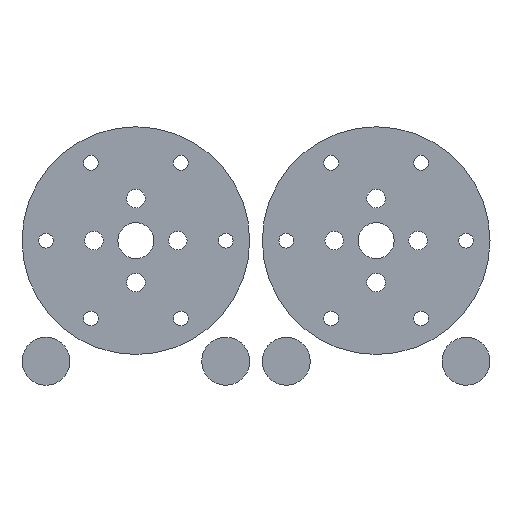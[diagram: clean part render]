
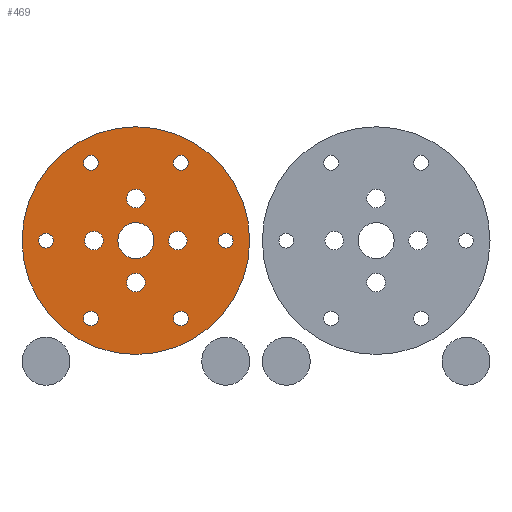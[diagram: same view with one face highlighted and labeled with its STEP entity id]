
A CAD part, front view. The second image highlights one B-rep face of the part: STEP entity #469.
In plain terms, the highlighted planar face has unit normal (0, -1, 0).
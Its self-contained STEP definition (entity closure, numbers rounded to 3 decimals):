
#58=FACE_BOUND('',#143,.T.);
#59=FACE_BOUND('',#144,.T.);
#60=FACE_BOUND('',#145,.T.);
#61=FACE_BOUND('',#146,.T.);
#62=FACE_BOUND('',#147,.T.);
#63=FACE_BOUND('',#148,.T.);
#64=FACE_BOUND('',#149,.T.);
#65=FACE_BOUND('',#150,.T.);
#66=FACE_BOUND('',#151,.T.);
#67=FACE_BOUND('',#152,.T.);
#68=FACE_BOUND('',#153,.T.);
#75=PLANE('',#594);
#100=FACE_OUTER_BOUND('',#142,.T.);
#142=EDGE_LOOP('',(#406));
#143=EDGE_LOOP('',(#407));
#144=EDGE_LOOP('',(#408));
#145=EDGE_LOOP('',(#409));
#146=EDGE_LOOP('',(#410));
#147=EDGE_LOOP('',(#411));
#148=EDGE_LOOP('',(#412));
#149=EDGE_LOOP('',(#413));
#150=EDGE_LOOP('',(#414));
#151=EDGE_LOOP('',(#415));
#152=EDGE_LOOP('',(#416));
#153=EDGE_LOOP('',(#417));
#197=CIRCLE('',#543,1.23);
#199=CIRCLE('',#546,1.23);
#201=CIRCLE('',#549,1.23);
#203=CIRCLE('',#552,1.23);
#205=CIRCLE('',#555,1.23);
#207=CIRCLE('',#558,1.23);
#209=CIRCLE('',#561,3.);
#213=CIRCLE('',#568,1.55);
#217=CIRCLE('',#575,1.55);
#221=CIRCLE('',#582,1.55);
#225=CIRCLE('',#589,1.55);
#227=CIRCLE('',#592,19.);
#233=VERTEX_POINT('',#778);
#235=VERTEX_POINT('',#784);
#237=VERTEX_POINT('',#790);
#239=VERTEX_POINT('',#796);
#241=VERTEX_POINT('',#802);
#243=VERTEX_POINT('',#808);
#245=VERTEX_POINT('',#814);
#249=VERTEX_POINT('',#827);
#253=VERTEX_POINT('',#840);
#257=VERTEX_POINT('',#853);
#261=VERTEX_POINT('',#866);
#263=VERTEX_POINT('',#872);
#270=EDGE_CURVE('',#233,#233,#197,.T.);
#273=EDGE_CURVE('',#235,#235,#199,.T.);
#276=EDGE_CURVE('',#237,#237,#201,.T.);
#279=EDGE_CURVE('',#239,#239,#203,.T.);
#282=EDGE_CURVE('',#241,#241,#205,.T.);
#285=EDGE_CURVE('',#243,#243,#207,.T.);
#288=EDGE_CURVE('',#245,#245,#209,.T.);
#294=EDGE_CURVE('',#249,#249,#213,.T.);
#300=EDGE_CURVE('',#253,#253,#217,.T.);
#306=EDGE_CURVE('',#257,#257,#221,.T.);
#312=EDGE_CURVE('',#261,#261,#225,.T.);
#315=EDGE_CURVE('',#263,#263,#227,.T.);
#406=ORIENTED_EDGE('',*,*,#315,.F.);
#407=ORIENTED_EDGE('',*,*,#270,.T.);
#408=ORIENTED_EDGE('',*,*,#273,.T.);
#409=ORIENTED_EDGE('',*,*,#276,.T.);
#410=ORIENTED_EDGE('',*,*,#279,.T.);
#411=ORIENTED_EDGE('',*,*,#282,.T.);
#412=ORIENTED_EDGE('',*,*,#285,.T.);
#413=ORIENTED_EDGE('',*,*,#288,.T.);
#414=ORIENTED_EDGE('',*,*,#294,.T.);
#415=ORIENTED_EDGE('',*,*,#300,.T.);
#416=ORIENTED_EDGE('',*,*,#306,.T.);
#417=ORIENTED_EDGE('',*,*,#312,.T.);
#469=ADVANCED_FACE('',(#100,#58,#59,#60,#61,#62,#63,#64,#65,#66,#67,#68),
#75,.F.);
#543=AXIS2_PLACEMENT_3D('',#780,#620,#621);
#546=AXIS2_PLACEMENT_3D('',#786,#627,#628);
#549=AXIS2_PLACEMENT_3D('',#792,#634,#635);
#552=AXIS2_PLACEMENT_3D('',#798,#641,#642);
#555=AXIS2_PLACEMENT_3D('',#804,#648,#649);
#558=AXIS2_PLACEMENT_3D('',#810,#655,#656);
#561=AXIS2_PLACEMENT_3D('',#816,#662,#663);
#568=AXIS2_PLACEMENT_3D('',#829,#678,#679);
#575=AXIS2_PLACEMENT_3D('',#842,#694,#695);
#582=AXIS2_PLACEMENT_3D('',#855,#710,#711);
#589=AXIS2_PLACEMENT_3D('',#868,#726,#727);
#592=AXIS2_PLACEMENT_3D('',#874,#733,#734);
#594=AXIS2_PLACEMENT_3D('',#876,#737,#738);
#620=DIRECTION('center_axis',(0.,1.,0.));
#621=DIRECTION('ref_axis',(1.,0.,0.));
#627=DIRECTION('center_axis',(0.,1.,0.));
#628=DIRECTION('ref_axis',(1.,0.,0.));
#634=DIRECTION('center_axis',(0.,1.,0.));
#635=DIRECTION('ref_axis',(1.,0.,0.));
#641=DIRECTION('center_axis',(0.,1.,0.));
#642=DIRECTION('ref_axis',(1.,0.,0.));
#648=DIRECTION('center_axis',(0.,1.,0.));
#649=DIRECTION('ref_axis',(1.,0.,0.));
#655=DIRECTION('center_axis',(0.,1.,0.));
#656=DIRECTION('ref_axis',(1.,0.,0.));
#662=DIRECTION('center_axis',(0.,1.,0.));
#663=DIRECTION('ref_axis',(1.,0.,0.));
#678=DIRECTION('center_axis',(0.,1.,0.));
#679=DIRECTION('ref_axis',(1.,0.,0.));
#694=DIRECTION('center_axis',(0.,1.,0.));
#695=DIRECTION('ref_axis',(1.,0.,0.));
#710=DIRECTION('center_axis',(0.,1.,0.));
#711=DIRECTION('ref_axis',(1.,0.,0.));
#726=DIRECTION('center_axis',(0.,1.,0.));
#727=DIRECTION('ref_axis',(1.,0.,0.));
#733=DIRECTION('center_axis',(0.,1.,0.));
#734=DIRECTION('ref_axis',(-1.,0.,0.));
#737=DIRECTION('center_axis',(0.,1.,0.));
#738=DIRECTION('ref_axis',(0.,0.,1.));
#778=CARTESIAN_POINT('',(6.271,0.,-12.99));
#780=CARTESIAN_POINT('Origin',(7.5,0.,-12.99));
#784=CARTESIAN_POINT('',(6.271,0.,12.99));
#786=CARTESIAN_POINT('Origin',(7.5,0.,12.99));
#790=CARTESIAN_POINT('',(-16.23,0.,0.));
#792=CARTESIAN_POINT('Origin',(-15.,0.,0.));
#796=CARTESIAN_POINT('',(-8.73,0.,12.99));
#798=CARTESIAN_POINT('Origin',(-7.5,0.,12.99));
#802=CARTESIAN_POINT('',(13.771,0.,0.));
#804=CARTESIAN_POINT('Origin',(15.,0.,0.));
#808=CARTESIAN_POINT('',(-8.729,0.,-12.99));
#810=CARTESIAN_POINT('Origin',(-7.5,0.,-12.99));
#814=CARTESIAN_POINT('',(-3.,0.,0.));
#816=CARTESIAN_POINT('Origin',(0.,0.,0.));
#827=CARTESIAN_POINT('',(5.45,0.,0.));
#829=CARTESIAN_POINT('Origin',(7.,0.,0.));
#840=CARTESIAN_POINT('',(-8.55,0.,0.));
#842=CARTESIAN_POINT('Origin',(-7.,0.,0.));
#853=CARTESIAN_POINT('',(-1.55,0.,7.));
#855=CARTESIAN_POINT('Origin',(0.,0.,7.));
#866=CARTESIAN_POINT('',(-1.55,0.,-7.));
#868=CARTESIAN_POINT('Origin',(0.,0.,-7.));
#872=CARTESIAN_POINT('',(19.,0.,0.));
#874=CARTESIAN_POINT('Origin',(0.,0.,0.));
#876=CARTESIAN_POINT('Origin',(0.,0.,0.));
